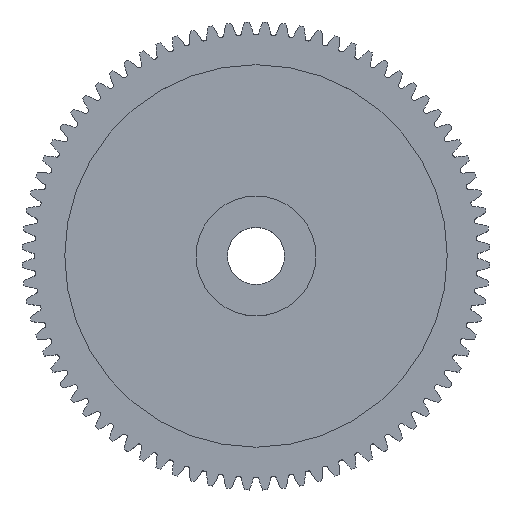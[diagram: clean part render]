
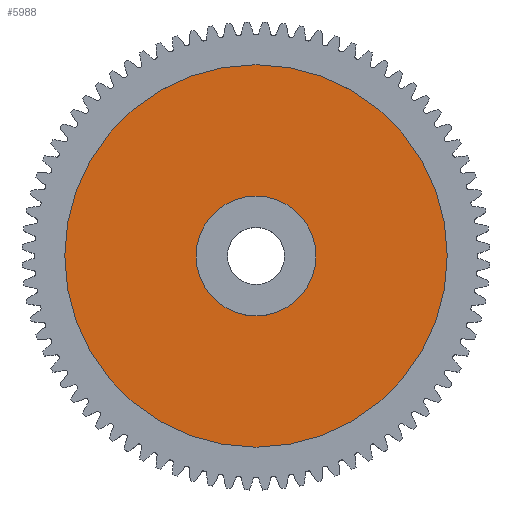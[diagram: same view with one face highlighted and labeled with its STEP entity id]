
A CAD part, top view. The second image highlights one B-rep face of the part: STEP entity #5988.
In plain terms, the highlighted planar face has unit normal (0, 0, 1).
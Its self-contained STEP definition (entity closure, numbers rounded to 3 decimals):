
#329 = VERTEX_POINT ( 'NONE', #7579 ) ;
#348 = EDGE_CURVE ( 'NONE', #467, #468, #7605, .T. ) ;
#460 = EDGE_CURVE ( 'NONE', #461, #329, #7695, .T. ) ;
#461 = VERTEX_POINT ( 'NONE', #7699 ) ;
#467 = VERTEX_POINT ( 'NONE', #7739 ) ;
#468 = VERTEX_POINT ( 'NONE', #7789 ) ;
#5983 = EDGE_LOOP ( 'NONE', ( #6045, #6022 ) ) ;
#5984 = EDGE_CURVE ( 'NONE', #468, #467, #18534, .T. ) ;
#5988 = ADVANCED_FACE ( 'NONE', ( #18616, #18529 ), #18528, .F. ) ;
#6022 = ORIENTED_EDGE ( 'NONE', *, *, #6044, .T. ) ;
#6023 = EDGE_LOOP ( 'NONE', ( #6024, #6027 ) ) ;
#6024 = ORIENTED_EDGE ( 'NONE', *, *, #5984, .F. ) ;
#6027 = ORIENTED_EDGE ( 'NONE', *, *, #348, .F. ) ;
#6044 = EDGE_CURVE ( 'NONE', #329, #461, #17464, .T. ) ;
#6045 = ORIENTED_EDGE ( 'NONE', *, *, #460, .T. ) ;
#7579 = CARTESIAN_POINT ( 'NONE',  ( 10.5, 0., 6.8 ) ) ;
#7595 = DIRECTION ( 'NONE',  ( -1., 0., 0. ) ) ;
#7596 = DIRECTION ( 'NONE',  ( 0., 0., -1. ) ) ;
#7605 = CIRCLE ( 'NONE', #7624, 33.5 ) ;
#7614 = CARTESIAN_POINT ( 'NONE',  ( 0., 0., 6.8 ) ) ;
#7624 = AXIS2_PLACEMENT_3D ( 'NONE', #7614, #7596, #7595 ) ;
#7691 = DIRECTION ( 'NONE',  ( -1., 0., 0. ) ) ;
#7692 = DIRECTION ( 'NONE',  ( 0., 0., -1. ) ) ;
#7693 = CARTESIAN_POINT ( 'NONE',  ( 0., 0., 6.8 ) ) ;
#7694 = AXIS2_PLACEMENT_3D ( 'NONE', #7693, #7692, #7691 ) ;
#7695 = CIRCLE ( 'NONE', #7694, 10.5 ) ;
#7699 = CARTESIAN_POINT ( 'NONE',  ( -10.5, 0., 6.8 ) ) ;
#7739 = CARTESIAN_POINT ( 'NONE',  ( 33.5, 0., 6.8 ) ) ;
#7789 = CARTESIAN_POINT ( 'NONE',  ( -33.5, 0., 6.8 ) ) ;
#17368 = CARTESIAN_POINT ( 'NONE',  ( 0., 0., 6.8 ) ) ;
#17448 = DIRECTION ( 'NONE',  ( -1., 0., 0. ) ) ;
#17449 = DIRECTION ( 'NONE',  ( 0., 0., -1. ) ) ;
#17450 = AXIS2_PLACEMENT_3D ( 'NONE', #17368, #17449, #17448 ) ;
#17464 = CIRCLE ( 'NONE', #17450, 10.5 ) ;
#18526 = DIRECTION ( 'NONE',  ( -1., 0., 0. ) ) ;
#18527 = AXIS2_PLACEMENT_3D ( 'NONE', #18555, #18554, #18553 ) ;
#18528 = PLANE ( 'NONE',  #18527 ) ;
#18529 = FACE_OUTER_BOUND ( 'NONE', #6023, .T. ) ;
#18534 = CIRCLE ( 'NONE', #18614, 33.5 ) ;
#18553 = DIRECTION ( 'NONE',  ( -1., 0., 0. ) ) ;
#18554 = DIRECTION ( 'NONE',  ( 0., 0., -1. ) ) ;
#18555 = CARTESIAN_POINT ( 'NONE',  ( 0., 0., 6.8 ) ) ;
#18612 = DIRECTION ( 'NONE',  ( 0., 0., -1. ) ) ;
#18613 = CARTESIAN_POINT ( 'NONE',  ( 0., 0., 6.8 ) ) ;
#18614 = AXIS2_PLACEMENT_3D ( 'NONE', #18613, #18612, #18526 ) ;
#18616 = FACE_BOUND ( 'NONE', #5983, .T. ) ;
